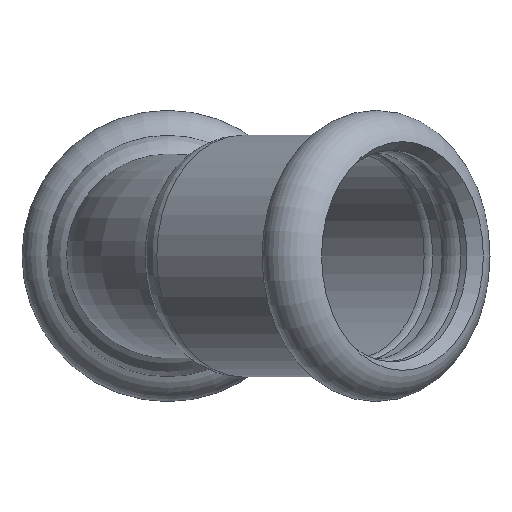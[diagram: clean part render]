
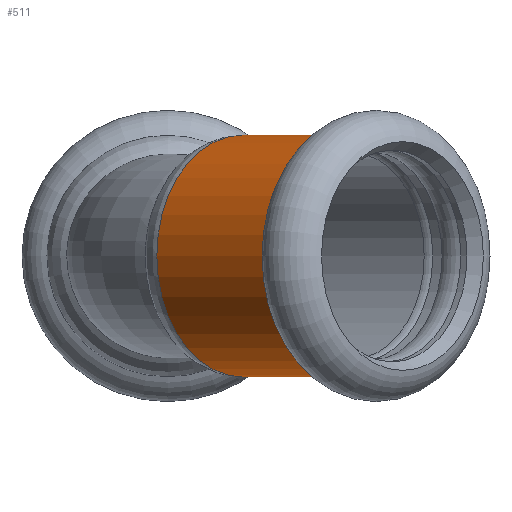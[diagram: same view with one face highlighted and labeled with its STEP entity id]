
A CAD part, left-side view. The second image highlights one B-rep face of the part: STEP entity #511.
In plain terms, the highlighted cylindrical face has radius 10.65 mm (diameter 21.3 mm), a full revolution.
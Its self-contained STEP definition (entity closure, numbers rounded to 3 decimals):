
#34=LINE('',#1025,#44);
#44=VECTOR('',#760,10.65);
#54=CYLINDRICAL_SURFACE('',#603,10.65);
#69=FACE_OUTER_BOUND('',#91,.T.);
#91=EDGE_LOOP('',(#409,#410,#411,#412,#413,#414,#415,#416));
#113=CIRCLE('',#556,10.65);
#114=CIRCLE('',#557,10.65);
#115=CIRCLE('',#558,10.65);
#139=CIRCLE('',#588,10.65);
#141=CIRCLE('',#590,10.65);
#142=CIRCLE('',#591,10.65);
#176=VERTEX_POINT('',#838);
#177=VERTEX_POINT('',#840);
#178=VERTEX_POINT('',#842);
#199=VERTEX_POINT('',#897);
#200=VERTEX_POINT('',#898);
#204=VERTEX_POINT('',#952);
#242=EDGE_CURVE('',#177,#176,#113,.T.);
#243=EDGE_CURVE('',#178,#177,#114,.T.);
#244=EDGE_CURVE('',#176,#178,#115,.T.);
#271=EDGE_CURVE('',#199,#200,#139,.T.);
#276=EDGE_CURVE('',#200,#204,#141,.T.);
#277=EDGE_CURVE('',#204,#199,#142,.T.);
#290=EDGE_CURVE('',#178,#204,#34,.T.);
#409=ORIENTED_EDGE('',*,*,#242,.T.);
#410=ORIENTED_EDGE('',*,*,#244,.T.);
#411=ORIENTED_EDGE('',*,*,#290,.T.);
#412=ORIENTED_EDGE('',*,*,#276,.F.);
#413=ORIENTED_EDGE('',*,*,#271,.F.);
#414=ORIENTED_EDGE('',*,*,#277,.F.);
#415=ORIENTED_EDGE('',*,*,#290,.F.);
#416=ORIENTED_EDGE('',*,*,#243,.T.);
#511=ADVANCED_FACE('',(#69),#54,.T.);
#556=AXIS2_PLACEMENT_3D('',#841,#660,#661);
#557=AXIS2_PLACEMENT_3D('',#843,#662,#663);
#558=AXIS2_PLACEMENT_3D('',#844,#664,#665);
#588=AXIS2_PLACEMENT_3D('',#899,#727,#728);
#590=AXIS2_PLACEMENT_3D('',#953,#731,#732);
#591=AXIS2_PLACEMENT_3D('',#954,#733,#734);
#603=AXIS2_PLACEMENT_3D('',#1024,#758,#759);
#660=DIRECTION('center_axis',(0.707,0.707,0.));
#661=DIRECTION('ref_axis',(-0.707,0.707,0.));
#662=DIRECTION('center_axis',(0.707,0.707,0.));
#663=DIRECTION('ref_axis',(-0.707,0.707,0.));
#664=DIRECTION('center_axis',(0.707,0.707,0.));
#665=DIRECTION('ref_axis',(-0.707,0.707,0.));
#727=DIRECTION('center_axis',(0.707,0.707,0.));
#728=DIRECTION('ref_axis',(-0.707,0.707,0.));
#731=DIRECTION('center_axis',(0.707,0.707,0.));
#732=DIRECTION('ref_axis',(-0.707,0.707,0.));
#733=DIRECTION('center_axis',(0.707,0.707,0.));
#734=DIRECTION('ref_axis',(-0.707,0.707,0.));
#758=DIRECTION('center_axis',(0.707,0.707,0.));
#759=DIRECTION('ref_axis',(-0.707,0.707,0.));
#760=DIRECTION('',(0.707,0.707,0.));
#838=CARTESIAN_POINT('',(-45.464,-16.165,10.65));
#840=CARTESIAN_POINT('',(-52.994,-8.635,0.));
#841=CARTESIAN_POINT('Origin',(-45.464,-16.165,0.));
#842=CARTESIAN_POINT('',(-37.933,-23.696,0.));
#843=CARTESIAN_POINT('Origin',(-45.464,-16.165,0.));
#844=CARTESIAN_POINT('Origin',(-45.464,-16.165,0.));
#897=CARTESIAN_POINT('',(-43.404,0.956,0.));
#898=CARTESIAN_POINT('',(-35.874,-6.575,10.65));
#899=CARTESIAN_POINT('Origin',(-35.874,-6.575,0.));
#952=CARTESIAN_POINT('',(-28.343,-14.106,0.));
#953=CARTESIAN_POINT('Origin',(-35.874,-6.575,0.));
#954=CARTESIAN_POINT('Origin',(-35.874,-6.575,0.));
#1024=CARTESIAN_POINT('Origin',(-40.669,-11.37,0.));
#1025=CARTESIAN_POINT('',(-33.138,-18.901,0.));
